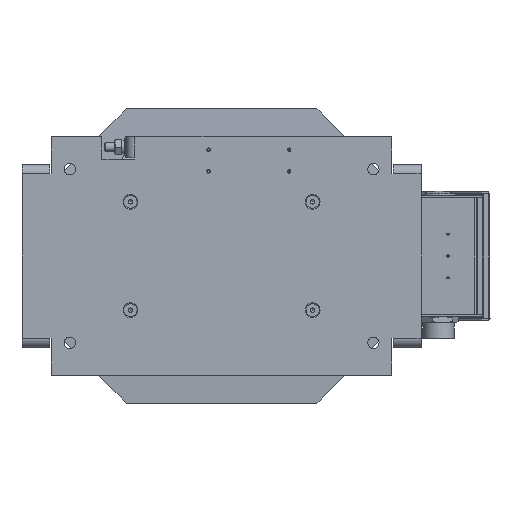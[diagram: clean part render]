
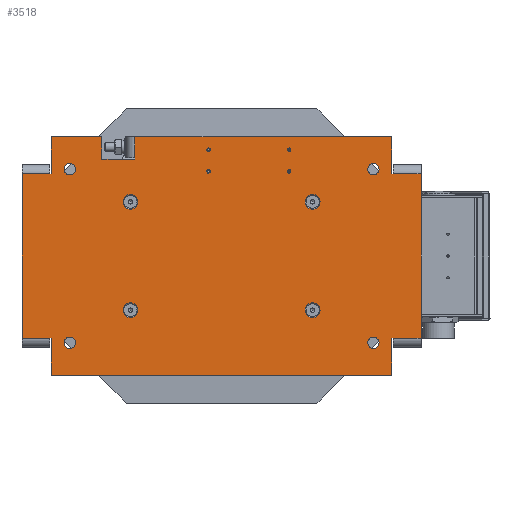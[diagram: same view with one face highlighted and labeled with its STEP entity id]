
A CAD part, front view. The second image highlights one B-rep face of the part: STEP entity #3518.
In plain terms, the highlighted planar face has unit normal (0, -1, 0).
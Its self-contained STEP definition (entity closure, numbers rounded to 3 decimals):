
#3518=ADVANCED_FACE('',(#9107,#9109,#9111,#9113,#9115,#9117,#9119,#9121,#9123,#9125,
#9127,#9129,#9131),#9133,.F.);
#9107=FACE_BOUND('',#9108,.T.);
#9108=EDGE_LOOP('',(#14610,#14611,#14612,#14613,#14614,#14615,#14616,#14617,#14618,
#14619,#14620,#14621,#14622,#14623,#14624,#14625,#14626,#14627,#14628,#14629,#14630));
#9109=FACE_BOUND('',#9110,.T.);
#9110=EDGE_LOOP('',(#14631));
#9111=FACE_BOUND('',#9112,.T.);
#9112=EDGE_LOOP('',(#14632));
#9113=FACE_BOUND('',#9114,.T.);
#9114=EDGE_LOOP('',(#14633));
#9115=FACE_BOUND('',#9116,.T.);
#9116=EDGE_LOOP('',(#14634));
#9117=FACE_BOUND('',#9118,.T.);
#9118=EDGE_LOOP('',(#14635));
#9119=FACE_BOUND('',#9120,.T.);
#9120=EDGE_LOOP('',(#14636));
#9121=FACE_BOUND('',#9122,.T.);
#9122=EDGE_LOOP('',(#14637));
#9123=FACE_BOUND('',#9124,.T.);
#9124=EDGE_LOOP('',(#14638));
#9125=FACE_BOUND('',#9126,.T.);
#9126=EDGE_LOOP('',(#14639));
#9127=FACE_BOUND('',#9128,.T.);
#9128=EDGE_LOOP('',(#14640));
#9129=FACE_BOUND('',#9130,.T.);
#9130=EDGE_LOOP('',(#14641));
#9131=FACE_BOUND('',#9132,.T.);
#9132=EDGE_LOOP('',(#14642));
#9133=PLANE('',#9134);
#9134=AXIS2_PLACEMENT_3D('',#9135,#9136,#9137);
#9135=CARTESIAN_POINT('',(0.,0.,0.));
#9136=DIRECTION('',(0.,1.,0.));
#9137=DIRECTION('',(1.,0.,0.));
#14610=ORIENTED_EDGE('',*,*,#16910,.F.);
#14611=ORIENTED_EDGE('',*,*,#16911,.F.);
#14612=ORIENTED_EDGE('',*,*,#16912,.F.);
#14613=ORIENTED_EDGE('',*,*,#16913,.F.);
#14614=ORIENTED_EDGE('',*,*,#16914,.F.);
#14615=ORIENTED_EDGE('',*,*,#16915,.F.);
#14616=ORIENTED_EDGE('',*,*,#16916,.F.);
#14617=ORIENTED_EDGE('',*,*,#16917,.T.);
#14618=ORIENTED_EDGE('',*,*,#16918,.F.);
#14619=ORIENTED_EDGE('',*,*,#16919,.F.);
#14620=ORIENTED_EDGE('',*,*,#16920,.F.);
#14621=ORIENTED_EDGE('',*,*,#16921,.F.);
#14622=ORIENTED_EDGE('',*,*,#16922,.F.);
#14623=ORIENTED_EDGE('',*,*,#16923,.F.);
#14624=ORIENTED_EDGE('',*,*,#16924,.F.);
#14625=ORIENTED_EDGE('',*,*,#16925,.T.);
#14626=ORIENTED_EDGE('',*,*,#16926,.F.);
#14627=ORIENTED_EDGE('',*,*,#16927,.F.);
#14628=ORIENTED_EDGE('',*,*,#16928,.F.);
#14629=ORIENTED_EDGE('',*,*,#16929,.F.);
#14630=ORIENTED_EDGE('',*,*,#16930,.F.);
#14631=ORIENTED_EDGE('',*,*,#16931,.T.);
#14632=ORIENTED_EDGE('',*,*,#16932,.T.);
#14633=ORIENTED_EDGE('',*,*,#16933,.T.);
#14634=ORIENTED_EDGE('',*,*,#16934,.T.);
#14635=ORIENTED_EDGE('',*,*,#16935,.T.);
#14636=ORIENTED_EDGE('',*,*,#16936,.T.);
#14637=ORIENTED_EDGE('',*,*,#16937,.T.);
#14638=ORIENTED_EDGE('',*,*,#16938,.T.);
#14639=ORIENTED_EDGE('',*,*,#16939,.T.);
#14640=ORIENTED_EDGE('',*,*,#16940,.T.);
#14641=ORIENTED_EDGE('',*,*,#16941,.T.);
#14642=ORIENTED_EDGE('',*,*,#16942,.T.);
#16910=EDGE_CURVE('',#18060,#18061,#18062,.T.);
#16911=EDGE_CURVE('',#18063,#18060,#18064,.T.);
#16912=EDGE_CURVE('',#18065,#18063,#18066,.T.);
#16913=EDGE_CURVE('',#18067,#18065,#18068,.T.);
#16914=EDGE_CURVE('',#18069,#18067,#18070,.T.);
#16915=EDGE_CURVE('',#18071,#18069,#18072,.T.);
#16916=EDGE_CURVE('',#18073,#18071,#18074,.T.);
#16917=EDGE_CURVE('',#18073,#18075,#18076,.T.);
#16918=EDGE_CURVE('',#18077,#18075,#18078,.T.);
#16919=EDGE_CURVE('',#18079,#18077,#18080,.T.);
#16920=EDGE_CURVE('',#18081,#18079,#18082,.T.);
#16921=EDGE_CURVE('',#18083,#18081,#18084,.T.);
#16922=EDGE_CURVE('',#18085,#18083,#18086,.T.);
#16923=EDGE_CURVE('',#18087,#18085,#18088,.T.);
#16924=EDGE_CURVE('',#18089,#18087,#18090,.T.);
#16925=EDGE_CURVE('',#18089,#18091,#18092,.T.);
#16926=EDGE_CURVE('',#18093,#18091,#18094,.T.);
#16927=EDGE_CURVE('',#18095,#18093,#18096,.T.);
#16928=EDGE_CURVE('',#18097,#18095,#18098,.T.);
#16929=EDGE_CURVE('',#18099,#18097,#18100,.T.);
#16930=EDGE_CURVE('',#18061,#18099,#18101,.T.);
#16931=EDGE_CURVE('',#18102,#18102,#18103,.T.);
#16932=EDGE_CURVE('',#18104,#18104,#18105,.T.);
#16933=EDGE_CURVE('',#18106,#18106,#18107,.F.);
#16934=EDGE_CURVE('',#18108,#18108,#18109,.F.);
#16935=EDGE_CURVE('',#18110,#18110,#18111,.F.);
#16936=EDGE_CURVE('',#18112,#18112,#18113,.F.);
#16937=EDGE_CURVE('',#18114,#18114,#18115,.F.);
#16938=EDGE_CURVE('',#18116,#18116,#18117,.F.);
#16939=EDGE_CURVE('',#18118,#18118,#18119,.F.);
#16940=EDGE_CURVE('',#18120,#18120,#18121,.F.);
#16941=EDGE_CURVE('',#18122,#18122,#18123,.T.);
#16942=EDGE_CURVE('',#18124,#18124,#18125,.T.);
#18060=VERTEX_POINT('',#20031);
#18061=VERTEX_POINT('',#20032);
#18062=LINE('',#20033,#20034);
#18063=VERTEX_POINT('',#20036);
#18064=LINE('',#20037,#20038);
#18065=VERTEX_POINT('',#20040);
#18066=LINE('',#20041,#20042);
#18067=VERTEX_POINT('',#20044);
#18068=LINE('',#20045,#20046);
#18069=VERTEX_POINT('',#20048);
#18070=LINE('',#20049,#20050);
#18071=VERTEX_POINT('',#20052);
#18072=LINE('',#20053,#20054);
#18073=VERTEX_POINT('',#20056);
#18074=LINE('',#20057,#20058);
#18075=VERTEX_POINT('',#20060);
#18076=LINE('',#20061,#20062);
#18077=VERTEX_POINT('',#20064);
#18078=LINE('',#20065,#20066);
#18079=VERTEX_POINT('',#20068);
#18080=LINE('',#20069,#20070);
#18081=VERTEX_POINT('',#20072);
#18082=LINE('',#20073,#20074);
#18083=VERTEX_POINT('',#20076);
#18084=LINE('',#20077,#20078);
#18085=VERTEX_POINT('',#20080);
#18086=LINE('',#20081,#20082);
#18087=VERTEX_POINT('',#20084);
#18088=LINE('',#20085,#20086);
#18089=VERTEX_POINT('',#20088);
#18090=LINE('',#20089,#20090);
#18091=VERTEX_POINT('',#20092);
#18092=LINE('',#20093,#20094);
#18093=VERTEX_POINT('',#20096);
#18094=LINE('',#20097,#20098);
#18095=VERTEX_POINT('',#20100);
#18096=LINE('',#20101,#20102);
#18097=VERTEX_POINT('',#20104);
#18098=LINE('',#20105,#20106);
#18099=VERTEX_POINT('',#20108);
#18100=LINE('',#20109,#20110);
#18101=LINE('',#20112,#20113);
#18102=VERTEX_POINT('',#20115);
#18103=CIRCLE('',#20116,1.75);
#18104=VERTEX_POINT('',#20120);
#18105=CIRCLE('',#20121,1.75);
#18106=VERTEX_POINT('',#20125);
#18107=CIRCLE('',#20126,6.5);
#18108=VERTEX_POINT('',#20130);
#18109=CIRCLE('',#20131,8.5);
#18110=VERTEX_POINT('',#20135);
#18111=CIRCLE('',#20136,6.5);
#18112=VERTEX_POINT('',#20140);
#18113=CIRCLE('',#20141,8.5);
#18114=VERTEX_POINT('',#20145);
#18115=CIRCLE('',#20146,6.5);
#18116=VERTEX_POINT('',#20150);
#18117=CIRCLE('',#20151,8.5);
#18118=VERTEX_POINT('',#20155);
#18119=CIRCLE('',#20156,8.5);
#18120=VERTEX_POINT('',#20160);
#18121=CIRCLE('',#20161,6.5);
#18122=VERTEX_POINT('',#20165);
#18123=CIRCLE('',#20166,1.75);
#18124=VERTEX_POINT('',#20170);
#18125=CIRCLE('',#20171,1.75);
#20031=CARTESIAN_POINT('',(100.,0.,-113.5));
#20032=CARTESIAN_POINT('',(100.,0.,-137.5));
#20033=CARTESIAN_POINT('',(100.,0.,-113.5));
#20034=VECTOR('',#20035,1.);
#20035=DIRECTION('',(0.,0.,-1.));
#20036=CARTESIAN_POINT('',(100.,0.,-111.5));
#20037=CARTESIAN_POINT('',(100.,0.,-111.5));
#20038=VECTOR('',#20039,1.);
#20039=DIRECTION('',(0.,0.,-1.));
#20040=CARTESIAN_POINT('',(138.,0.,-111.5));
#20041=CARTESIAN_POINT('',(138.,0.,-111.5));
#20042=VECTOR('',#20043,1.);
#20043=DIRECTION('',(-1.,0.,0.));
#20044=CARTESIAN_POINT('',(138.,0.,-137.5));
#20045=CARTESIAN_POINT('',(138.,0.,-137.5));
#20046=VECTOR('',#20047,1.);
#20047=DIRECTION('',(0.,0.,1.));
#20048=CARTESIAN_POINT('',(196.,0.,-137.5));
#20049=CARTESIAN_POINT('',(196.,0.,-137.5));
#20050=VECTOR('',#20051,1.);
#20051=DIRECTION('',(-1.,0.,0.));
#20052=CARTESIAN_POINT('',(196.,0.,-95.));
#20053=CARTESIAN_POINT('',(196.,0.,-95.));
#20054=VECTOR('',#20055,1.);
#20055=DIRECTION('',(0.,0.,-1.));
#20056=CARTESIAN_POINT('',(198.,0.,-95.));
#20057=CARTESIAN_POINT('',(198.,0.,-95.));
#20058=VECTOR('',#20059,1.);
#20059=DIRECTION('',(-1.,0.,0.));
#20060=CARTESIAN_POINT('',(230.,0.,-95.));
#20061=CARTESIAN_POINT('',(198.,0.,-95.));
#20062=VECTOR('',#20063,1.);
#20063=DIRECTION('',(1.,0.,0.));
#20064=CARTESIAN_POINT('',(230.,0.,95.));
#20065=CARTESIAN_POINT('',(230.,0.,95.));
#20066=VECTOR('',#20067,1.);
#20067=DIRECTION('',(0.,0.,-1.));
#20068=CARTESIAN_POINT('',(198.,0.,95.));
#20069=CARTESIAN_POINT('',(198.,0.,95.));
#20070=VECTOR('',#20071,1.);
#20071=DIRECTION('',(1.,0.,0.));
#20072=CARTESIAN_POINT('',(196.,0.,95.));
#20073=CARTESIAN_POINT('',(196.,0.,95.));
#20074=VECTOR('',#20075,1.);
#20075=DIRECTION('',(1.,0.,0.));
#20076=CARTESIAN_POINT('',(196.,0.,137.5));
#20077=CARTESIAN_POINT('',(196.,0.,137.5));
#20078=VECTOR('',#20079,1.);
#20079=DIRECTION('',(0.,0.,-1.));
#20080=CARTESIAN_POINT('',(-196.,0.,137.5));
#20081=CARTESIAN_POINT('',(-196.,0.,137.5));
#20082=VECTOR('',#20083,1.);
#20083=DIRECTION('',(1.,0.,0.));
#20084=CARTESIAN_POINT('',(-196.,0.,95.));
#20085=CARTESIAN_POINT('',(-196.,0.,95.));
#20086=VECTOR('',#20087,1.);
#20087=DIRECTION('',(0.,0.,1.));
#20088=CARTESIAN_POINT('',(-198.,0.,95.));
#20089=CARTESIAN_POINT('',(-198.,0.,95.));
#20090=VECTOR('',#20091,1.);
#20091=DIRECTION('',(1.,0.,0.));
#20092=CARTESIAN_POINT('',(-230.,0.,95.));
#20093=CARTESIAN_POINT('',(-198.,0.,95.));
#20094=VECTOR('',#20095,1.);
#20095=DIRECTION('',(-1.,0.,0.));
#20096=CARTESIAN_POINT('',(-230.,0.,-95.));
#20097=CARTESIAN_POINT('',(-230.,0.,-95.));
#20098=VECTOR('',#20099,1.);
#20099=DIRECTION('',(0.,0.,1.));
#20100=CARTESIAN_POINT('',(-198.,0.,-95.));
#20101=CARTESIAN_POINT('',(-198.,0.,-95.));
#20102=VECTOR('',#20103,1.);
#20103=DIRECTION('',(-1.,0.,0.));
#20104=CARTESIAN_POINT('',(-196.,0.,-95.));
#20105=CARTESIAN_POINT('',(-196.,0.,-95.));
#20106=VECTOR('',#20107,1.);
#20107=DIRECTION('',(-1.,0.,0.));
#20108=CARTESIAN_POINT('',(-196.,0.,-137.5));
#20109=CARTESIAN_POINT('',(-196.,0.,-137.5));
#20110=VECTOR('',#20111,1.);
#20111=DIRECTION('',(0.,0.,1.));
#20112=CARTESIAN_POINT('',(100.,0.,-137.5));
#20113=VECTOR('',#20114,1.);
#20114=DIRECTION('',(-1.,0.,0.));
#20115=CARTESIAN_POINT('',(-76.25,0.,-97.5));
#20116=AXIS2_PLACEMENT_3D('',#20117,#20118,#20119);
#20117=CARTESIAN_POINT('',(-78.,0.,-97.5));
#20118=DIRECTION('',(0.,1.,0.));
#20119=DIRECTION('',(1.,0.,0.));
#20120=CARTESIAN_POINT('',(-76.25,0.,-122.5));
#20121=AXIS2_PLACEMENT_3D('',#20122,#20123,#20124);
#20122=CARTESIAN_POINT('',(-78.,0.,-122.5));
#20123=DIRECTION('',(0.,1.,0.));
#20124=DIRECTION('',(1.,0.,0.));
#20125=CARTESIAN_POINT('',(-181.5,0.,-100.));
#20126=AXIS2_PLACEMENT_3D('',#20127,#20128,#20129);
#20127=CARTESIAN_POINT('',(-175.,0.,-100.));
#20128=DIRECTION('',(-0.,-1.,-0.));
#20129=DIRECTION('',(-1.,0.,-0.));
#20130=CARTESIAN_POINT('',(-113.5,0.,-62.5));
#20131=AXIS2_PLACEMENT_3D('',#20132,#20133,#20134);
#20132=CARTESIAN_POINT('',(-105.,0.,-62.5));
#20133=DIRECTION('',(-0.,-1.,-0.));
#20134=DIRECTION('',(-1.,0.,-0.));
#20135=CARTESIAN_POINT('',(-181.5,0.,100.));
#20136=AXIS2_PLACEMENT_3D('',#20137,#20138,#20139);
#20137=CARTESIAN_POINT('',(-175.,0.,100.));
#20138=DIRECTION('',(-0.,-1.,-0.));
#20139=DIRECTION('',(-1.,0.,-0.));
#20140=CARTESIAN_POINT('',(113.5,0.,62.5));
#20141=AXIS2_PLACEMENT_3D('',#20142,#20143,#20144);
#20142=CARTESIAN_POINT('',(105.,0.,62.5));
#20143=DIRECTION('',(-0.,-1.,-0.));
#20144=DIRECTION('',(1.,0.,0.));
#20145=CARTESIAN_POINT('',(181.5,0.,100.));
#20146=AXIS2_PLACEMENT_3D('',#20147,#20148,#20149);
#20147=CARTESIAN_POINT('',(175.,0.,100.));
#20148=DIRECTION('',(-0.,-1.,-0.));
#20149=DIRECTION('',(1.,0.,0.));
#20150=CARTESIAN_POINT('',(-113.5,0.,62.5));
#20151=AXIS2_PLACEMENT_3D('',#20152,#20153,#20154);
#20152=CARTESIAN_POINT('',(-105.,0.,62.5));
#20153=DIRECTION('',(-0.,-1.,-0.));
#20154=DIRECTION('',(-1.,0.,-0.));
#20155=CARTESIAN_POINT('',(113.5,0.,-62.5));
#20156=AXIS2_PLACEMENT_3D('',#20157,#20158,#20159);
#20157=CARTESIAN_POINT('',(105.,0.,-62.5));
#20158=DIRECTION('',(-0.,-1.,-0.));
#20159=DIRECTION('',(1.,0.,0.));
#20160=CARTESIAN_POINT('',(181.5,0.,-100.));
#20161=AXIS2_PLACEMENT_3D('',#20162,#20163,#20164);
#20162=CARTESIAN_POINT('',(175.,0.,-100.));
#20163=DIRECTION('',(-0.,-1.,-0.));
#20164=DIRECTION('',(1.,0.,0.));
#20165=CARTESIAN_POINT('',(16.75,0.,-122.5));
#20166=AXIS2_PLACEMENT_3D('',#20167,#20168,#20169);
#20167=CARTESIAN_POINT('',(15.,0.,-122.5));
#20168=DIRECTION('',(0.,1.,0.));
#20169=DIRECTION('',(1.,0.,0.));
#20170=CARTESIAN_POINT('',(16.75,0.,-97.5));
#20171=AXIS2_PLACEMENT_3D('',#20172,#20173,#20174);
#20172=CARTESIAN_POINT('',(15.,0.,-97.5));
#20173=DIRECTION('',(0.,1.,0.));
#20174=DIRECTION('',(1.,0.,0.));
